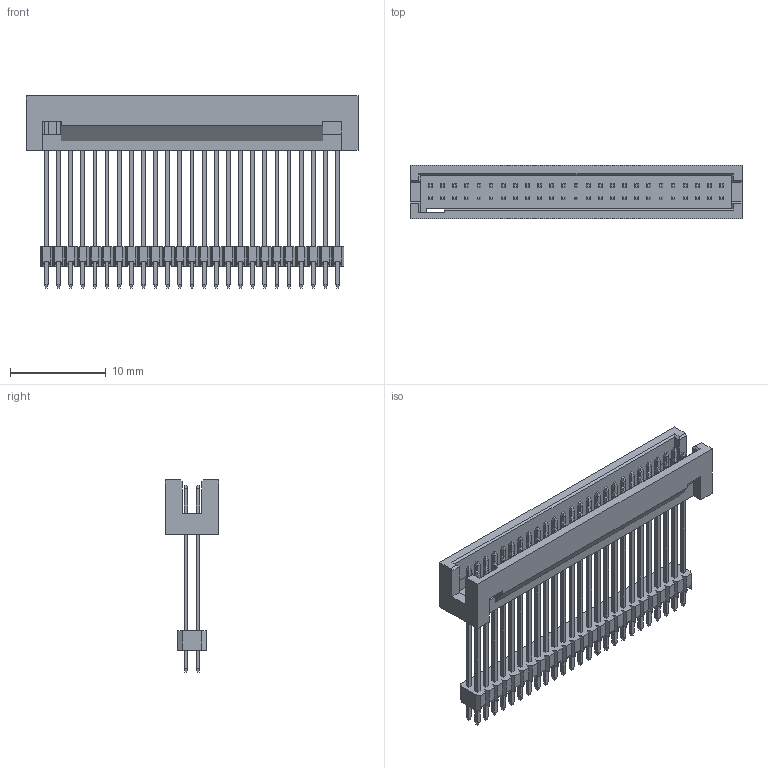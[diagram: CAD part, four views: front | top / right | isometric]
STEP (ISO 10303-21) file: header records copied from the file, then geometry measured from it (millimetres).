
FILE_DESCRIPTION (( 'STEP AP214' ), '1' );
FILE_NAME ('FBH12722-D50S1034BKL02-REF.STEP', '2025-04-17T07:06:16', ( '' ), ( '' ), 'SwSTEP 2.0', 'SolidWorks 2021', '' );
FILE_SCHEMA (( 'AUTOMOTIVE_DESIGN' ));
Length unit declared in the file: millimetre
Products named in the file (1): FBH12722-D50S1034BKL02-REF
Bounding box: 34.75 x 5.6 x 20.1 mm (x, y, z)
Volume: 801.8 mm3; surface area: 2780.1 mm2
Topology: 1 solids, 1 shells, 1500 faces, 3787 edges, 2389 vertices
Faces by surface type: plane 1500
Entity records: 43729 total; most frequent: CARTESIAN_POINT 7677, ORIENTED_EDGE 7574, DIRECTION 6789, LINE 3787, EDGE_CURVE 3787, VECTOR 3787, VERTEX_POINT 2389, EDGE_LOOP 1700
